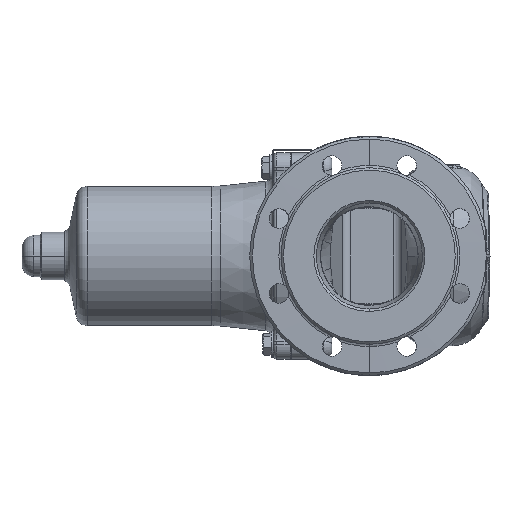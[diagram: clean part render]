
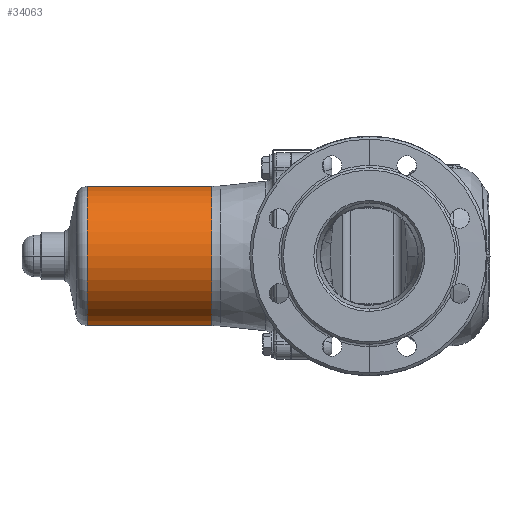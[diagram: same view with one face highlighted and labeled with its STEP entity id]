
A CAD part, left-side view. The second image highlights one B-rep face of the part: STEP entity #34063.
In plain terms, the highlighted cylindrical face has radius 64 mm (diameter 128 mm), a partial arc.
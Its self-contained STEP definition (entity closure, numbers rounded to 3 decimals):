
#3033 = ORIENTED_EDGE ( 'NONE', *, *, #150387, .F. ) ;
#17742 = FACE_OUTER_BOUND ( 'NONE', #92848, .T. ) ;
#18699 = CARTESIAN_POINT ( 'NONE',  ( 0., 358.556, 64. ) ) ;
#22312 = CARTESIAN_POINT ( 'NONE',  ( 0., 259.602, 0. ) ) ;
#26436 = ORIENTED_EDGE ( 'NONE', *, *, #130898, .T. ) ;
#29441 = EDGE_CURVE ( 'NONE', #129032, #148132, #106122, .T. ) ;
#34063 = ADVANCED_FACE ( 'NONE', ( #17742 ), #129553, .T. ) ;
#34893 = CIRCLE ( 'NONE', #69533, 64. ) ;
#36456 = DIRECTION ( 'NONE',  ( 0., 1., 0. ) ) ;
#45369 = DIRECTION ( 'NONE',  ( 0., 0., -1. ) ) ;
#51766 = VECTOR ( 'NONE', #36456, 1000. ) ;
#56395 = DIRECTION ( 'NONE',  ( 0., 0., -1. ) ) ;
#59798 = VECTOR ( 'NONE', #106379, 1000. ) ;
#64097 = CARTESIAN_POINT ( 'NONE',  ( 0., 259.602, 64. ) ) ;
#69533 = AXIS2_PLACEMENT_3D ( 'NONE', #145011, #71069, #94624 ) ;
#71069 = DIRECTION ( 'NONE',  ( 0., 1., 0. ) ) ;
#71660 = DIRECTION ( 'NONE',  ( 0., 1., 0. ) ) ;
#73734 = CARTESIAN_POINT ( 'NONE',  ( 0., 358.556, -64. ) ) ;
#75520 = LINE ( 'NONE', #18699, #59798 ) ;
#79091 = ORIENTED_EDGE ( 'NONE', *, *, #96175, .T. ) ;
#92848 = EDGE_LOOP ( 'NONE', ( #79091, #26436, #151829, #3033 ) ) ;
#94624 = DIRECTION ( 'NONE',  ( 0., 0., -1. ) ) ;
#96175 = EDGE_CURVE ( 'NONE', #142389, #160140, #34893, .T. ) ;
#98484 = CARTESIAN_POINT ( 'NONE',  ( 0., 259.602, -64. ) ) ;
#106122 = CIRCLE ( 'NONE', #129980, 64. ) ;
#106379 = DIRECTION ( 'NONE',  ( 0., 1., 0. ) ) ;
#110763 = AXIS2_PLACEMENT_3D ( 'NONE', #156140, #129795, #56395 ) ;
#129032 = VERTEX_POINT ( 'NONE', #98484 ) ;
#129553 = CYLINDRICAL_SURFACE ( 'NONE', #110763, 64. ) ;
#129795 = DIRECTION ( 'NONE',  ( 0., 1., 0. ) ) ;
#129980 = AXIS2_PLACEMENT_3D ( 'NONE', #22312, #71660, #45369 ) ;
#130898 = EDGE_CURVE ( 'NONE', #160140, #148132, #75520, .T. ) ;
#141640 = CARTESIAN_POINT ( 'NONE',  ( 0., 144.788, -64. ) ) ;
#141807 = LINE ( 'NONE', #73734, #51766 ) ;
#142389 = VERTEX_POINT ( 'NONE', #141640 ) ;
#145011 = CARTESIAN_POINT ( 'NONE',  ( 0., 144.788, 0. ) ) ;
#148132 = VERTEX_POINT ( 'NONE', #64097 ) ;
#150387 = EDGE_CURVE ( 'NONE', #142389, #129032, #141807, .T. ) ;
#151829 = ORIENTED_EDGE ( 'NONE', *, *, #29441, .F. ) ;
#156140 = CARTESIAN_POINT ( 'NONE',  ( 0., 358.556, 0. ) ) ;
#159423 = CARTESIAN_POINT ( 'NONE',  ( 0., 144.788, 64. ) ) ;
#160140 = VERTEX_POINT ( 'NONE', #159423 ) ;
